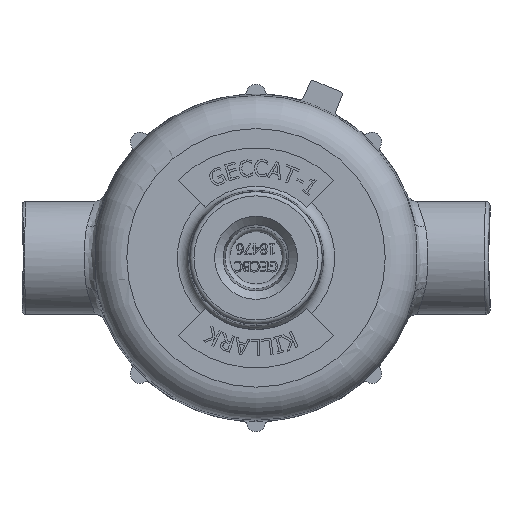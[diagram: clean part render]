
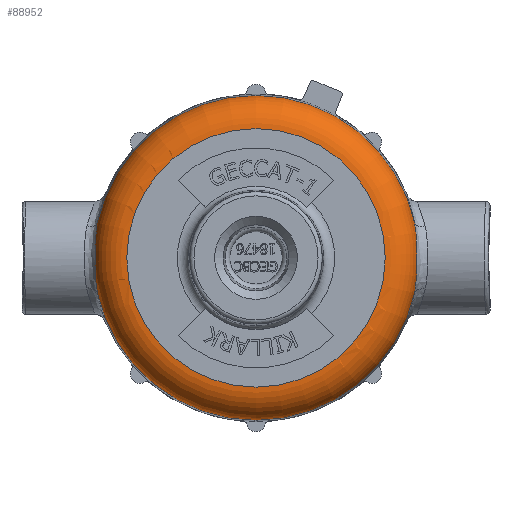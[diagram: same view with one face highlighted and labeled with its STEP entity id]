
A CAD part, front view. The second image highlights one B-rep face of the part: STEP entity #88952.
In plain terms, the highlighted toroidal (fillet/blend) face has major radius 37.26 mm and minor radius 9.525 mm.
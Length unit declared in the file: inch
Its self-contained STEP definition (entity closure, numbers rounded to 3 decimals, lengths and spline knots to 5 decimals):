
#2094=B_SPLINE_CURVE_WITH_KNOTS('',3,(#117161,#117162,#117163,#117164,#117165,
#117166,#117167),.UNSPECIFIED.,.F.,.F.,(4,1,1,1,4),(0.,0.48722,
0.97444,1.62406,2.27368),.UNSPECIFIED.);
#2097=B_SPLINE_CURVE_WITH_KNOTS('',3,(#117293,#117294,#117295,#117296,#117297,
#117298,#117299),.UNSPECIFIED.,.F.,.F.,(4,1,1,1,4),(0.,0.48722,
0.97444,1.62406,2.27368),.UNSPECIFIED.);
#5525=TOROIDAL_SURFACE('',#94107,1.46694,0.375);
#9185=FACE_OUTER_BOUND('',#14229,.T.);
#14229=EDGE_LOOP('',(#62576,#62577,#62578,#62579,#62580,#62581,#62582,#62583,
#62584));
#38894=CIRCLE('',#93985,1.46694);
#38895=CIRCLE('',#93986,1.46694);
#38952=CIRCLE('',#94102,1.84181);
#38953=CIRCLE('',#94103,1.84181);
#38956=CIRCLE('',#94108,0.375);
#38957=CIRCLE('',#94109,1.84181);
#39588=VERTEX_POINT('',#115524);
#39589=VERTEX_POINT('',#115525);
#39693=VERTEX_POINT('',#117032);
#39694=VERTEX_POINT('',#117040);
#39695=VERTEX_POINT('',#117042);
#39696=VERTEX_POINT('',#117159);
#39697=VERTEX_POINT('',#117292);
#48620=EDGE_CURVE('',#39588,#39589,#38894,.T.);
#48621=EDGE_CURVE('',#39589,#39588,#38895,.T.);
#48785=EDGE_CURVE('',#39694,#39693,#38952,.T.);
#48786=EDGE_CURVE('',#39695,#39694,#38953,.T.);
#48792=EDGE_CURVE('',#39695,#39696,#2094,.T.);
#48795=EDGE_CURVE('',#39589,#39694,#38956,.T.);
#48796=EDGE_CURVE('',#39697,#39693,#2097,.T.);
#48797=EDGE_CURVE('',#39697,#39696,#38957,.T.);
#62576=ORIENTED_EDGE('',*,*,#48620,.T.);
#62577=ORIENTED_EDGE('',*,*,#48795,.T.);
#62578=ORIENTED_EDGE('',*,*,#48785,.T.);
#62579=ORIENTED_EDGE('',*,*,#48796,.F.);
#62580=ORIENTED_EDGE('',*,*,#48797,.T.);
#62581=ORIENTED_EDGE('',*,*,#48792,.F.);
#62582=ORIENTED_EDGE('',*,*,#48786,.T.);
#62583=ORIENTED_EDGE('',*,*,#48795,.F.);
#62584=ORIENTED_EDGE('',*,*,#48621,.T.);
#88952=ADVANCED_FACE('',(#9185),#5525,.T.);
#93985=AXIS2_PLACEMENT_3D('',#115526,#97819,#97820);
#93986=AXIS2_PLACEMENT_3D('',#115527,#97821,#97822);
#94102=AXIS2_PLACEMENT_3D('',#117041,#98107,#98108);
#94103=AXIS2_PLACEMENT_3D('',#117043,#98109,#98110);
#94107=AXIS2_PLACEMENT_3D('',#117290,#98117,#98118);
#94108=AXIS2_PLACEMENT_3D('',#117291,#98119,#98120);
#94109=AXIS2_PLACEMENT_3D('',#117300,#98121,#98122);
#97819=DIRECTION('center_axis',(0.,1.,0.));
#97820=DIRECTION('ref_axis',(1.,0.,0.));
#97821=DIRECTION('center_axis',(0.,1.,0.));
#97822=DIRECTION('ref_axis',(1.,0.,0.));
#98107=DIRECTION('center_axis',(0.,-1.,0.));
#98108=DIRECTION('ref_axis',(1.,0.,0.));
#98109=DIRECTION('center_axis',(0.,-1.,0.));
#98110=DIRECTION('ref_axis',(1.,0.,0.));
#98117=DIRECTION('center_axis',(0.,-1.,0.));
#98118=DIRECTION('ref_axis',(0.,0.,-1.));
#98119=DIRECTION('center_axis',(-1.,0.,0.));
#98120=DIRECTION('ref_axis',(0.,0.,1.));
#98121=DIRECTION('center_axis',(0.,-1.,0.));
#98122=DIRECTION('ref_axis',(1.,0.,0.));
#115524=CARTESIAN_POINT('',(-1.46694,0.,0.));
#115525=CARTESIAN_POINT('',(0.,0.,
1.46694));
#115526=CARTESIAN_POINT('Origin',(0.,0.,0.));
#115527=CARTESIAN_POINT('Origin',(0.,0.,0.));
#117032=CARTESIAN_POINT('',(-1.79869,0.36518,0.39623));
#117040=CARTESIAN_POINT('',(0.,0.36518,1.84181));
#117041=CARTESIAN_POINT('Origin',(0.,0.36518,0.));
#117042=CARTESIAN_POINT('',(1.79869,0.36518,0.39623));
#117043=CARTESIAN_POINT('Origin',(0.,0.36518,0.));
#117159=CARTESIAN_POINT('',(1.79869,0.36518,-0.39623));
#117161=CARTESIAN_POINT('Ctrl Pts',(1.79869,0.36518,
0.39623));
#117162=CARTESIAN_POINT('Ctrl Pts',(1.80882,0.33905,
0.34706));
#117163=CARTESIAN_POINT('Ctrl Pts',(1.82162,0.29589,
0.23918));
#117164=CARTESIAN_POINT('Ctrl Pts',(1.82808,0.26221,
0.0419));
#117165=CARTESIAN_POINT('Ctrl Pts',(1.82586,0.27685,
-0.18216));
#117166=CARTESIAN_POINT('Ctrl Pts',(1.8122,0.33034,
-0.33067));
#117167=CARTESIAN_POINT('Ctrl Pts',(1.79869,0.36518,
-0.39623));
#117290=CARTESIAN_POINT('Origin',(0.,0.375,0.));
#117291=CARTESIAN_POINT('Origin',(0.,0.375,1.46694));
#117292=CARTESIAN_POINT('',(-1.79869,0.36518,-0.39623));
#117293=CARTESIAN_POINT('Ctrl Pts',(-1.79869,0.36518,
-0.39623));
#117294=CARTESIAN_POINT('Ctrl Pts',(-1.80882,0.33905,
-0.34706));
#117295=CARTESIAN_POINT('Ctrl Pts',(-1.82162,0.29589,
-0.23918));
#117296=CARTESIAN_POINT('Ctrl Pts',(-1.82808,0.26221,
-0.0419));
#117297=CARTESIAN_POINT('Ctrl Pts',(-1.82586,0.27685,
0.18216));
#117298=CARTESIAN_POINT('Ctrl Pts',(-1.8122,0.33034,
0.33067));
#117299=CARTESIAN_POINT('Ctrl Pts',(-1.79869,0.36518,
0.39623));
#117300=CARTESIAN_POINT('Origin',(0.,0.36518,0.));
